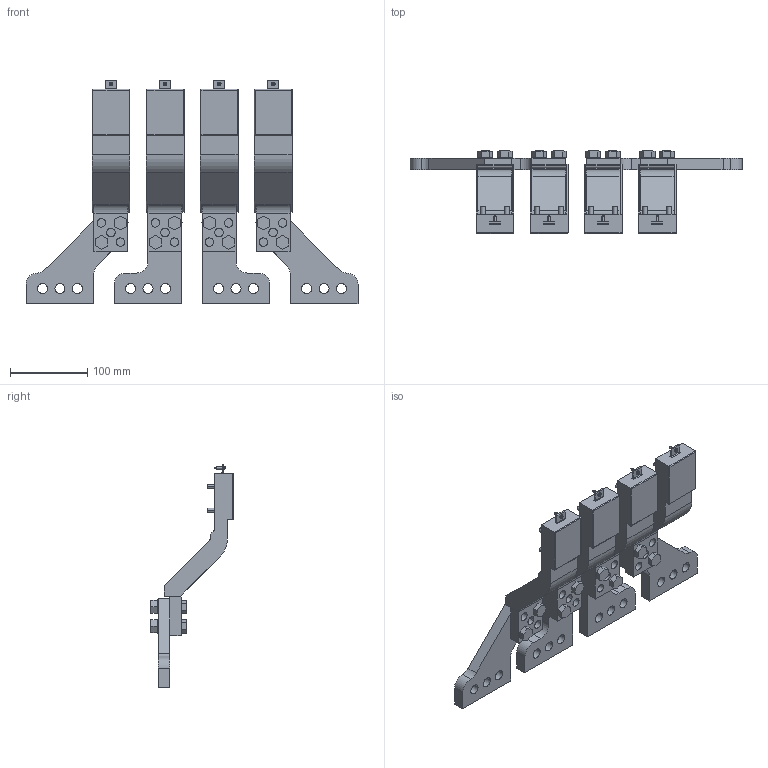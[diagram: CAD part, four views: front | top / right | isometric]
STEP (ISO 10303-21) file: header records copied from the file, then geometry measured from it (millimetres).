
FILE_DESCRIPTION((''),'2;1');
FILE_NAME('1SDH002065A1465_IGES','2019-07-04T',('ITSTCAR1'),(''),'CREO PARAMETRIC BY PTC INC, 2016050','CREO PARAMETRIC BY PTC INC, 2016050','');
FILE_SCHEMA(('AUTOMOTIVE_DESIGN { 1 0 10303 214 1 1 1 1 }'));
Length unit declared in the file: millimetre
Products named in the file (1): 1SDH002065A1465_IGES
Bounding box: 430 x 108 x 290 mm (x, y, z)
Volume: 1175868.3 mm3; surface area: 373432.8 mm2
Topology: 4 solids, 4 shells, 1076 faces, 2688 edges, 1780 vertices
Faces by surface type: plane 620, cylinder 400, torus 24, cone 24, sphere 8
Entity records: 40847 total; most frequent: CARTESIAN_POINT 5922, DIRECTION 5724, ORIENTED_EDGE 5344, EDGE_CURVE 2672, AXIS2_PLACEMENT_3D 1992, VERTEX_POINT 1780, VECTOR 1740, LINE 1740
